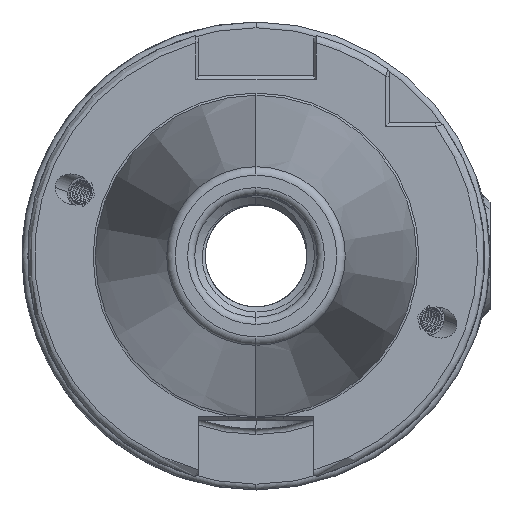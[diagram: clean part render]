
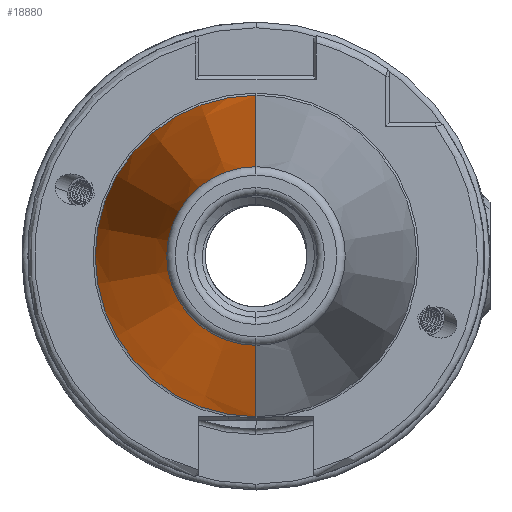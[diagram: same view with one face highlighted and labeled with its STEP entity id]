
A CAD part, left-side view. The second image highlights one B-rep face of the part: STEP entity #18880.
In plain terms, the highlighted conical face has half-angle 8.297 degrees and reference radius 22.692 mm.
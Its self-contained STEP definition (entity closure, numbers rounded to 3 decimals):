
#3496 = EDGE_CURVE ( 'NONE', #24838, #24903, #17502, .T. ) ;
#3731 = EDGE_CURVE ( 'NONE', #24838, #24939, #12371, .T. ) ;
#3761 = EDGE_CURVE ( 'NONE', #24903, #24883, #12348, .T. ) ;
#3767 = EDGE_CURVE ( 'NONE', #24939, #24883, #12350, .T. ) ;
#6423 = AXIS2_PLACEMENT_3D ( 'NONE', #25901, #25926, #25933 ) ;
#8101 = CARTESIAN_POINT ( 'NONE',  ( 0., 0., -22.692 ) ) ;
#8105 = DIRECTION ( 'NONE',  ( 0.99, 0., -0.144 ) ) ;
#8483 = CARTESIAN_POINT ( 'NONE',  ( 0., 0., 22.692 ) ) ;
#8492 = DIRECTION ( 'NONE',  ( 0.99, 0., 0.144 ) ) ;
#8600 = CARTESIAN_POINT ( 'NONE',  ( -2.5, 0., 0. ) ) ;
#8628 = DIRECTION ( 'NONE',  ( 1., 0., 0. ) ) ;
#8659 = DIRECTION ( 'NONE',  ( 0., 0., -1. ) ) ;
#9990 = CARTESIAN_POINT ( 'NONE',  ( -70.573, 0., -12.4 ) ) ;
#10005 = CARTESIAN_POINT ( 'NONE',  ( -2.5, 0., 22.327 ) ) ;
#10028 = CARTESIAN_POINT ( 'NONE',  ( -70.573, 0., 12.4 ) ) ;
#10068 = CARTESIAN_POINT ( 'NONE',  ( -2.5, 0., -22.327 ) ) ;
#12348 = LINE ( 'NONE', #8483, #12349 ) ;
#12349 = VECTOR ( 'NONE', #8492, 1000. ) ;
#12350 = CIRCLE ( 'NONE', #24587, 22.327 ) ;
#12371 = LINE ( 'NONE', #8101, #12393 ) ;
#12393 = VECTOR ( 'NONE', #8105, 1000. ) ;
#12990 = FACE_OUTER_BOUND ( 'NONE', #17050, .T. ) ;
#12992 = CONICAL_SURFACE ( 'NONE', #16132, 22.692, 0.145 ) ;
#16132 = AXIS2_PLACEMENT_3D ( 'NONE', #28995, #28992, #29025 ) ;
#17050 = EDGE_LOOP ( 'NONE', ( #28542, #28641, #28608, #28615 ) ) ;
#17502 = CIRCLE ( 'NONE', #6423, 12.4 ) ;
#18880 = ADVANCED_FACE ( 'NONE', ( #12990 ), #12992, .T. ) ;
#24587 = AXIS2_PLACEMENT_3D ( 'NONE', #8600, #8628, #8659 ) ;
#24838 = VERTEX_POINT ( 'NONE', #9990 ) ;
#24883 = VERTEX_POINT ( 'NONE', #10005 ) ;
#24903 = VERTEX_POINT ( 'NONE', #10028 ) ;
#24939 = VERTEX_POINT ( 'NONE', #10068 ) ;
#25901 = CARTESIAN_POINT ( 'NONE',  ( -70.573, 0., 0. ) ) ;
#25926 = DIRECTION ( 'NONE',  ( 1., 0., 0. ) ) ;
#25933 = DIRECTION ( 'NONE',  ( 0., 0., 1. ) ) ;
#28542 = ORIENTED_EDGE ( 'NONE', *, *, #3496, .T. ) ;
#28608 = ORIENTED_EDGE ( 'NONE', *, *, #3767, .F. ) ;
#28615 = ORIENTED_EDGE ( 'NONE', *, *, #3731, .F. ) ;
#28641 = ORIENTED_EDGE ( 'NONE', *, *, #3761, .T. ) ;
#28992 = DIRECTION ( 'NONE',  ( 1., 0., 0. ) ) ;
#28995 = CARTESIAN_POINT ( 'NONE',  ( 0., 0., 0. ) ) ;
#29025 = DIRECTION ( 'NONE',  ( 0., 0., -1. ) ) ;
